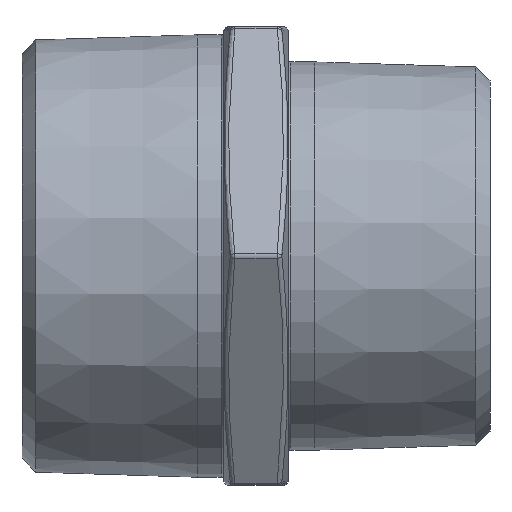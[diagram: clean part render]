
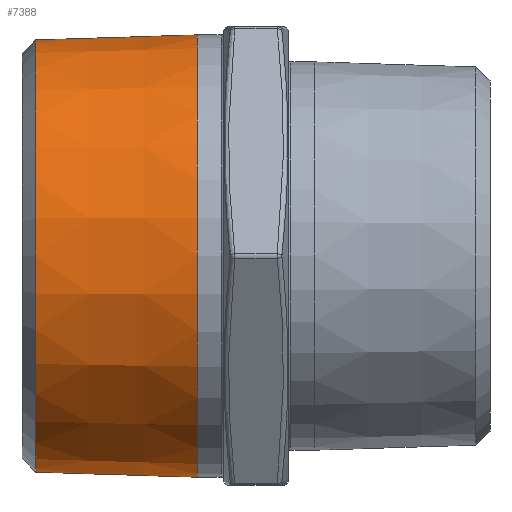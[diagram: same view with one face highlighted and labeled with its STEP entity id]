
A CAD part, front view. The second image highlights one B-rep face of the part: STEP entity #7388.
In plain terms, the highlighted conical face has half-angle 1.79 degrees and reference radius 23.901 mm.
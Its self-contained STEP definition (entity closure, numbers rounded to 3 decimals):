
#874 = DIRECTION ( 'NONE',  ( 0., 0., 1. ) ) ;
#1398 = EDGE_CURVE ( 'NONE', #3129, #3129, #7409, .T. ) ;
#1444 = CARTESIAN_POINT ( 'NONE',  ( 1.478, 0., 23.551 ) ) ;
#1767 = CARTESIAN_POINT ( 'NONE',  ( 12.7, 0., 0. ) ) ;
#2484 = CARTESIAN_POINT ( 'NONE',  ( 1.478, 0., 0. ) ) ;
#3068 = FACE_BOUND ( 'NONE', #9203, .T. ) ;
#3129 = VERTEX_POINT ( 'NONE', #6542 ) ;
#3353 = CONICAL_SURFACE ( 'NONE', #10267, 23.901, 0.031 ) ;
#3740 = ORIENTED_EDGE ( 'NONE', *, *, #1398, .T. ) ;
#4018 = EDGE_CURVE ( 'NONE', #11006, #11006, #7903, .T. ) ;
#4462 = CARTESIAN_POINT ( 'NONE',  ( 19.1, 0., 0. ) ) ;
#4578 = DIRECTION ( 'NONE',  ( -1., 0., 0. ) ) ;
#5303 = DIRECTION ( 'NONE',  ( 0., 0., 1. ) ) ;
#6536 = FACE_OUTER_BOUND ( 'NONE', #8324, .T. ) ;
#6542 = CARTESIAN_POINT ( 'NONE',  ( 19.1, 0., 24.101 ) ) ;
#7364 = AXIS2_PLACEMENT_3D ( 'NONE', #2484, #10373, #5303 ) ;
#7388 = ADVANCED_FACE ( 'NONE', ( #3068, #6536 ), #3353, .T. ) ;
#7409 = CIRCLE ( 'NONE', #9953, 24.101 ) ;
#7903 = CIRCLE ( 'NONE', #7364, 23.551 ) ;
#8324 = EDGE_LOOP ( 'NONE', ( #3740 ) ) ;
#9203 = EDGE_LOOP ( 'NONE', ( #10032 ) ) ;
#9953 = AXIS2_PLACEMENT_3D ( 'NONE', #4462, #4578, #874 ) ;
#10032 = ORIENTED_EDGE ( 'NONE', *, *, #4018, .T. ) ;
#10267 = AXIS2_PLACEMENT_3D ( 'NONE', #1767, #11341, #10293 ) ;
#10293 = DIRECTION ( 'NONE',  ( 0., 0., -1. ) ) ;
#10373 = DIRECTION ( 'NONE',  ( 1., 0., 0. ) ) ;
#11006 = VERTEX_POINT ( 'NONE', #1444 ) ;
#11341 = DIRECTION ( 'NONE',  ( 1., 0., 0. ) ) ;
